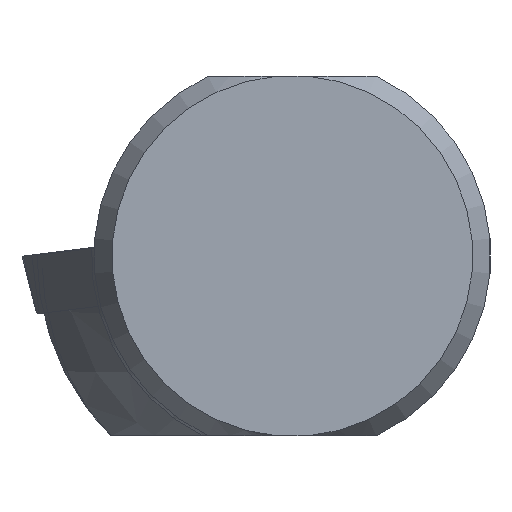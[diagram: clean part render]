
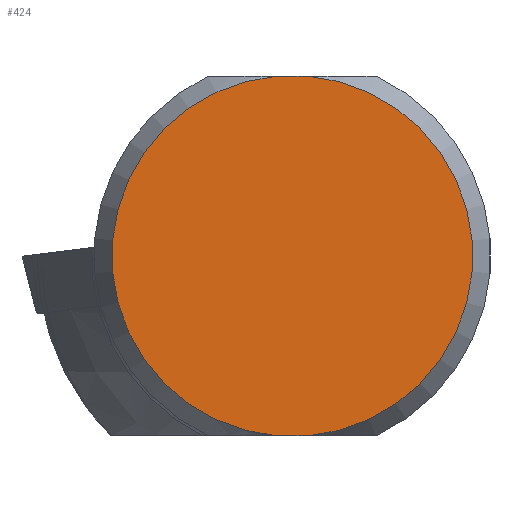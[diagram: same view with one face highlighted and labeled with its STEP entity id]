
A CAD part, left-side view. The second image highlights one B-rep face of the part: STEP entity #424.
In plain terms, the highlighted planar face has unit normal (-1, 0, 0).
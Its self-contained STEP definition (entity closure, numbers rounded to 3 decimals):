
#163=PLANE('',#1298);
#212=FACE_OUTER_BOUND('',#540,.T.);
#292=LINE('',#2600,#356);
#293=LINE('',#2604,#357);
#356=VECTOR('',#1531,1.);
#357=VECTOR('',#1534,1.);
#424=ADVANCED_FACE('',(#212),#163,.T.);
#540=EDGE_LOOP('',(#808,#809,#810,#811));
#808=ORIENTED_EDGE('',*,*,#1149,.T.);
#809=ORIENTED_EDGE('',*,*,#1150,.F.);
#810=ORIENTED_EDGE('',*,*,#1151,.F.);
#811=ORIENTED_EDGE('',*,*,#1141,.F.);
#989=VERTEX_POINT('',#2568);
#990=VERTEX_POINT('',#2570);
#996=VERTEX_POINT('',#2601);
#997=VERTEX_POINT('',#2603);
#1141=EDGE_CURVE('',#989,#990,#1209,.T.);
#1149=EDGE_CURVE('',#989,#996,#292,.T.);
#1150=EDGE_CURVE('',#997,#996,#1210,.T.);
#1151=EDGE_CURVE('',#990,#997,#293,.T.);
#1209=CIRCLE('',#1292,7.278);
#1210=CIRCLE('',#1297,7.278);
#1292=AXIS2_PLACEMENT_3D('',#2569,#1518,#1519);
#1297=AXIS2_PLACEMENT_3D('',#2602,#1532,#1533);
#1298=AXIS2_PLACEMENT_3D('',#2605,#1535,#1536);
#1518=DIRECTION('',(1.,0.,0.));
#1519=DIRECTION('',(0.,0.,1.));
#1531=DIRECTION('',(0.,-1.,0.));
#1532=DIRECTION('',(1.,0.,0.));
#1533=DIRECTION('',(0.,0.,1.));
#1534=DIRECTION('',(0.,-1.,0.));
#1535=DIRECTION('',(-1.,0.,0.));
#1536=DIRECTION('',(0.,0.,-1.));
#2568=CARTESIAN_POINT('',(-151.201,-10.587,-7.201));
#2569=CARTESIAN_POINT('',(-151.201,-11.228,0.049));
#2570=CARTESIAN_POINT('',(-151.201,-10.587,7.299));
#2600=CARTESIAN_POINT('',(-151.201,-3.95,-7.201));
#2601=CARTESIAN_POINT('',(-151.201,-11.869,-7.201));
#2602=CARTESIAN_POINT('',(-151.201,-11.228,0.049));
#2603=CARTESIAN_POINT('',(-151.201,-11.869,7.299));
#2604=CARTESIAN_POINT('',(-151.201,-3.95,7.299));
#2605=CARTESIAN_POINT('',(-151.201,-3.95,0.049));
